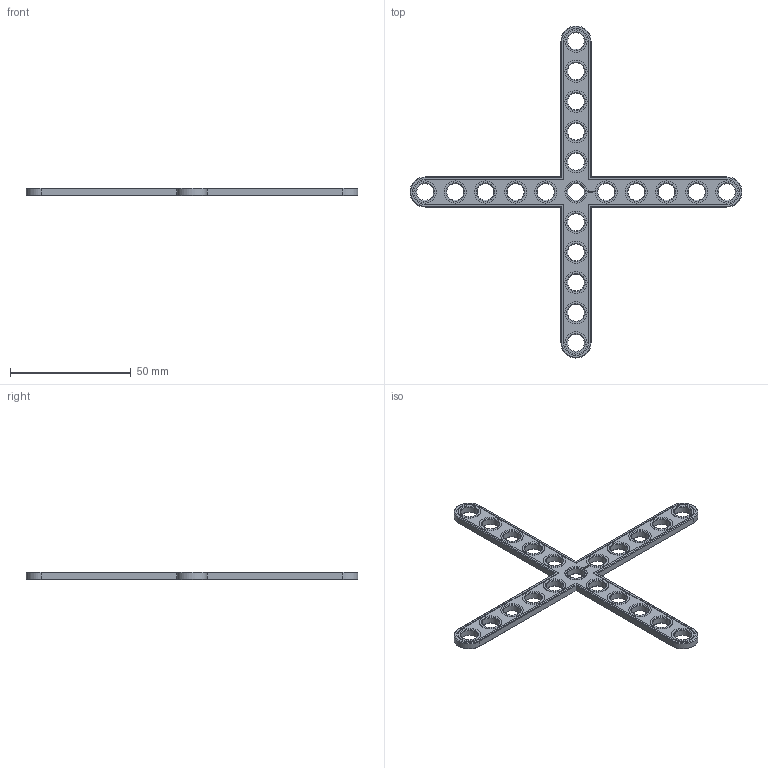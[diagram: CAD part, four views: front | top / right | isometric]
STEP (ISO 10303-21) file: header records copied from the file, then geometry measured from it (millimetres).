
FILE_DESCRIPTION(('FreeCAD Model'),'2;1');
FILE_NAME('Open CASCADE Shape Model','2023-10-20T20:24:01',(''),(''), 'Open CASCADE STEP processor 7.6','FreeCAD','Unknown');
FILE_SCHEMA(('AUTOMOTIVE_DESIGN { 1 0 10303 214 1 1 1 1 }'));
Length unit declared in the file: millimetre
Products named in the file (1): Brace CRS STD SYM ER BU11x00,25 - SPN-BRC-0604 (stemfie.org)
Bounding box: 137.5 x 137.5 x 3.12 mm (x, y, z)
Volume: 7180.6 mm3; surface area: 7790.7 mm2
Topology: 1 solids, 1 shells, 680 faces, 1811 edges, 1190 vertices
Faces by surface type: plane 368, extrusion 198, cone 64, cylinder 50
Full cylindrical faces by diameter (mm): 7 x21, 9.2 x21
Entity records: 45769 total; most frequent: CARTESIAN_POINT 11989, DIRECTION 5139, VECTOR 3737, ORIENTED_EDGE 3622, PCURVE 3622, DEFINITIONAL_REPRESENTATION 3622, LINE 3539, EDGE_CURVE 1811
